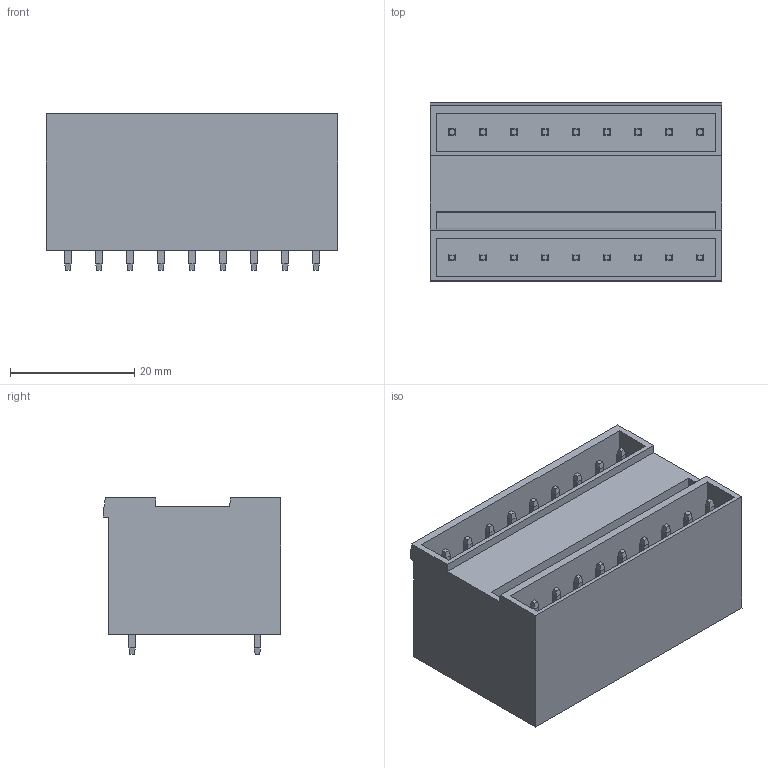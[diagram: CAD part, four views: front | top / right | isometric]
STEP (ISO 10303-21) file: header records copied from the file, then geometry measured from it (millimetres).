
FILE_DESCRIPTION(('CATIA V5 STEP Exchange','CAx-IF Rec.Pracs.--- Model Styling and Organization---1.2---2011-12-15'),'2;1');
FILE_NAME ('D1453502_0_1614880000_1614880000.stp','2018-11-03T04:31:36+00:00',('none'),('Weidmueller'),'CATIA Version 5-6 Release 2014','CATIA V5 STEP AP214','none');
FILE_SCHEMA(('AUTOMOTIVE_DESIGN { 1 0 10303 214 1 1 1 1 }'));
Length unit declared in the file: millimetre
Products named in the file (1): 1614880000
Bounding box: 47 x 28.68 x 25.2 mm (x, y, z)
Volume: 14211.7 mm3; surface area: 13555.5 mm2
Topology: 19 solids, 19 shells, 358 faces, 810 edges, 492 vertices
Faces by surface type: plane 358
Entity records: 8516 total; most frequent: ORIENTED_EDGE 1620, CARTESIAN_POINT 1600, DIRECTION 972, EDGE_CURVE 810, VECTOR 666, LINE 666, VERTEX_POINT 492, EDGE_LOOP 396
